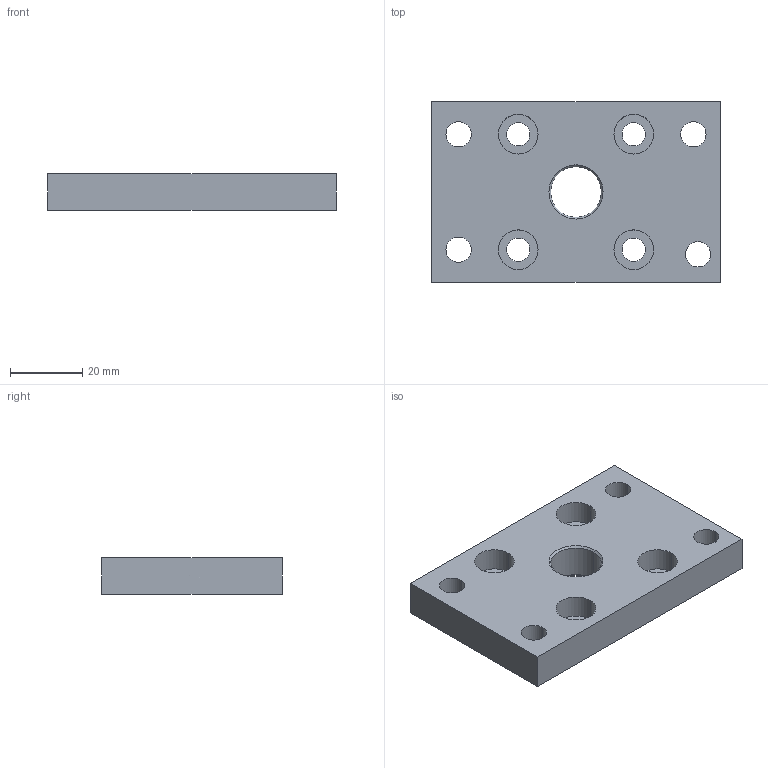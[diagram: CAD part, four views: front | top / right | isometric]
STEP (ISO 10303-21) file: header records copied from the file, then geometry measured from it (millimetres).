
FILE_DESCRIPTION (( 'STEP AP214' ), '1' );
FILE_NAME ('AFL32.STEP', '2021-03-30T11:44:02', ( '' ), ( '' ), 'SwSTEP 2.0', 'SolidWorks 2021', '' );
FILE_SCHEMA (( 'AUTOMOTIVE_DESIGN' ));
Length unit declared in the file: millimetre
Products named in the file (1): AFL32
Bounding box: 80 x 50 x 10 mm (x, y, z)
Volume: 33974.6 mm3; surface area: 12197.5 mm2
Topology: 1 solids, 1 shells, 40 faces, 98 edges, 64 vertices
Faces by surface type: cylinder 26, plane 10, cone 4
Entity records: 1276 total; most frequent: DIRECTION 236, CARTESIAN_POINT 203, ORIENTED_EDGE 196, EDGE_CURVE 98, AXIS2_PLACEMENT_3D 97, VERTEX_POINT 64, EDGE_LOOP 62, CIRCLE 56
